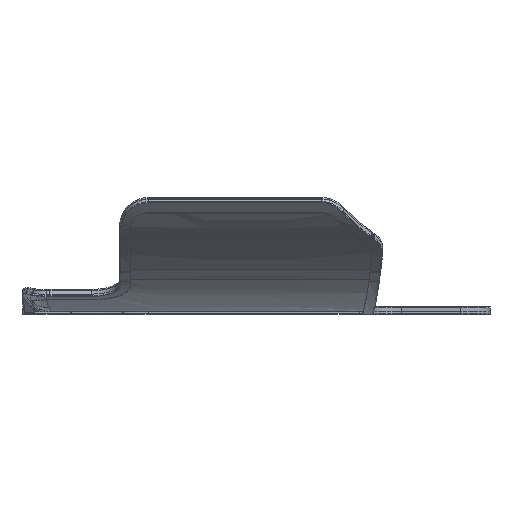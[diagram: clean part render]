
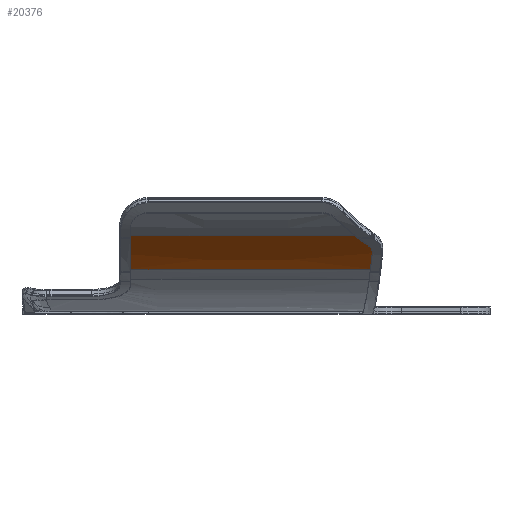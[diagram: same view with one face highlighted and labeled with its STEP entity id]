
A CAD part, left-side view. The second image highlights one B-rep face of the part: STEP entity #20376.
In plain terms, the highlighted free-form (B-spline) face has degree [3, 3] with [4, 4] control points.
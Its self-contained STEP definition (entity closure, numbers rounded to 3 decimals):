
#103 = CARTESIAN_POINT ( 'NONE',  ( 2128.029, -518.464, 928.528 ) ) ;
#169 = CARTESIAN_POINT ( 'NONE',  ( 2109.842, -505.287, 941.215 ) ) ;
#215 = CARTESIAN_POINT ( 'NONE',  ( 2134.949, -516.321, 923.587 ) ) ;
#434 = CARTESIAN_POINT ( 'NONE',  ( 2128.028, -235.702, 928.529 ) ) ;
#470 = EDGE_CURVE ( 'NONE', #17407, #7666, #13048, .T. ) ;
#616 = CARTESIAN_POINT ( 'NONE',  ( 2144.75, -515.633, 916.877 ) ) ;
#1217 = CARTESIAN_POINT ( 'NONE',  ( 2118.291, -512.435, 935.266 ) ) ;
#2073 = ORIENTED_EDGE ( 'NONE', *, *, #470, .F. ) ;
#2121 = CARTESIAN_POINT ( 'NONE',  ( 2128.028, -329.956, 928.529 ) ) ;
#2760 = CARTESIAN_POINT ( 'NONE',  ( 2109.842, -240.324, 941.215 ) ) ;
#2830 = VERTEX_POINT ( 'NONE', #2760 ) ;
#2950 = CARTESIAN_POINT ( 'NONE',  ( 2165.202, -514.19, 905.093 ) ) ;
#3928 = CARTESIAN_POINT ( 'NONE',  ( 2109.842, -519.653, 941.215 ) ) ;
#3932 = CARTESIAN_POINT ( 'NONE',  ( 2115.628, -510.745, 937.15 ) ) ;
#4379 = CARTESIAN_POINT ( 'NONE',  ( 2126.877, -515.821, 929.193 ) ) ;
#4530 = B_SPLINE_CURVE_WITH_KNOTS ( 'NONE', 3,
 ( #19005, #11722, #18568, #10466 ),
 .UNSPECIFIED., .F., .F.,
 ( 4, 4 ),
 ( 0., 1. ),
 .UNSPECIFIED. ) ;
#4610 = CARTESIAN_POINT ( 'NONE',  ( 2121.069, -513.866, 933.298 ) ) ;
#5404 = CARTESIAN_POINT ( 'NONE',  ( 2165.202, -516.086, 905.093 ) ) ;
#5830 = ORIENTED_EDGE ( 'NONE', *, *, #18551, .F. ) ;
#6074 = CARTESIAN_POINT ( 'NONE',  ( 2130.874, -516.389, 926.395 ) ) ;
#6367 = VERTEX_POINT ( 'NONE', #2950 ) ;
#6417 = CARTESIAN_POINT ( 'NONE',  ( 2134.949, -516.321, 923.587 ) ) ;
#6654 = CARTESIAN_POINT ( 'NONE',  ( 2110.686, -506.136, 940.626 ) ) ;
#6947 = CARTESIAN_POINT ( 'NONE',  ( 2165.202, -240.324, 905.093 ) ) ;
#7223 = EDGE_CURVE ( 'NONE', #6367, #17959, #4530, .T. ) ;
#7474 = ORIENTED_EDGE ( 'NONE', *, *, #16373, .F. ) ;
#7666 = VERTEX_POINT ( 'NONE', #215 ) ;
#7880 = CARTESIAN_POINT ( 'NONE',  ( 2122.028, -514.275, 932.619 ) ) ;
#8040 = CARTESIAN_POINT ( 'NONE',  ( 2109.842, -416.966, 941.215 ) ) ;
#8110 = CARTESIAN_POINT ( 'NONE',  ( 2124.916, -515.332, 930.576 ) ) ;
#8116 = ORIENTED_EDGE ( 'NONE', *, *, #7223, .F. ) ;
#8128 = B_SPLINE_CURVE_WITH_KNOTS ( 'NONE', 3,
 ( #9767, #11464, #9652, #16734 ),
 .UNSPECIFIED., .F., .F.,
 ( 4, 4 ),
 ( 0., 1. ),
 .UNSPECIFIED. ) ;
#9015 = CARTESIAN_POINT ( 'NONE',  ( 2145.747, -327.602, 915.132 ) ) ;
#9652 = CARTESIAN_POINT ( 'NONE',  ( 2128.036, -240.324, 928.523 ) ) ;
#9767 = CARTESIAN_POINT ( 'NONE',  ( 2165.202, -240.324, 905.093 ) ) ;
#10045 = ORIENTED_EDGE ( 'NONE', *, *, #11928, .F. ) ;
#10393 = FACE_OUTER_BOUND ( 'NONE', #14961, .T. ) ;
#10466 = CARTESIAN_POINT ( 'NONE',  ( 2165.202, -240.324, 905.093 ) ) ;
#10572 = ORIENTED_EDGE ( 'NONE', *, *, #19751, .F. ) ;
#10612 = CARTESIAN_POINT ( 'NONE',  ( 2145.747, -422.442, 915.132 ) ) ;
#10687 = CARTESIAN_POINT ( 'NONE',  ( 2154.709, -514.932, 910.508 ) ) ;
#10912 = CARTESIAN_POINT ( 'NONE',  ( 2165.202, -514.19, 905.093 ) ) ;
#11464 = CARTESIAN_POINT ( 'NONE',  ( 2145.647, -240.324, 915.184 ) ) ;
#11722 = CARTESIAN_POINT ( 'NONE',  ( 2165.202, -422.902, 905.093 ) ) ;
#11779 = CARTESIAN_POINT ( 'NONE',  ( 2109.842, -505.287, 941.215 ) ) ;
#11928 = EDGE_CURVE ( 'NONE', #17959, #2830, #8128, .T. ) ;
#12039 = B_SPLINE_CURVE_WITH_KNOTS ( 'NONE', 3,
 ( #15354, #20420, #8040, #11779 ),
 .UNSPECIFIED., .F., .F.,
 ( 4, 4 ),
 ( 0., 1. ),
 .UNSPECIFIED. ) ;
#12079 = CARTESIAN_POINT ( 'NONE',  ( 2165.202, -420.655, 905.093 ) ) ;
#12372 = CARTESIAN_POINT ( 'NONE',  ( 2134.949, -516.321, 923.587 ) ) ;
#12519 = CARTESIAN_POINT ( 'NONE',  ( 2109.842, -332.323, 941.215 ) ) ;
#12523 = CARTESIAN_POINT ( 'NONE',  ( 2112.373, -507.831, 939.443 ) ) ;
#13048 = B_SPLINE_CURVE_WITH_KNOTS ( 'NONE', 3,
 ( #12523, #19372, #3932, #1217, #14980, #4610, #7880, #8110, #4379, #6074, #21841, #6417 ),
 .UNSPECIFIED., .F., .F.,
 ( 4, 2, 2, 2, 2, 4 ),
 ( 0., 0.25, 0.375, 0.5, 0.75, 1. ),
 .UNSPECIFIED. ) ;
#13176 = B_SPLINE_CURVE_WITH_KNOTS ( 'NONE', 3,
 ( #12372, #616, #10687, #10912 ),
 .UNSPECIFIED., .F., .F.,
 ( 4, 4 ),
 ( 0., 1. ),
 .UNSPECIFIED. ) ;
#14196 = CARTESIAN_POINT ( 'NONE',  ( 2128.028, -424.21, 928.529 ) ) ;
#14294 = VERTEX_POINT ( 'NONE', #169 ) ;
#14961 = EDGE_LOOP ( 'NONE', ( #8116, #5830, #2073, #10572, #7474, #10045 ) ) ;
#14980 = CARTESIAN_POINT ( 'NONE',  ( 2119.202, -512.945, 934.621 ) ) ;
#15354 = CARTESIAN_POINT ( 'NONE',  ( 2109.842, -240.324, 941.215 ) ) ;
#15547 = CARTESIAN_POINT ( 'NONE',  ( 2109.842, -238.659, 941.215 ) ) ;
#15879 = CARTESIAN_POINT ( 'NONE',  ( 2165.202, -325.224, 905.093 ) ) ;
#16373 = EDGE_CURVE ( 'NONE', #2830, #14294, #12039, .T. ) ;
#16734 = CARTESIAN_POINT ( 'NONE',  ( 2109.842, -240.324, 941.215 ) ) ;
#17011 = CARTESIAN_POINT ( 'NONE',  ( 2111.53, -506.984, 940.035 ) ) ;
#17129 = CARTESIAN_POINT ( 'NONE',  ( 2145.748, -232.763, 915.132 ) ) ;
#17407 = VERTEX_POINT ( 'NONE', #20030 ) ;
#17456 = CARTESIAN_POINT ( 'NONE',  ( 2145.746, -517.281, 915.132 ) ) ;
#17565 = CARTESIAN_POINT ( 'NONE',  ( 2109.842, -425.988, 941.215 ) ) ;
#17959 = VERTEX_POINT ( 'NONE', #6947 ) ;
#18551 = EDGE_CURVE ( 'NONE', #7666, #6367, #13176, .T. ) ;
#18568 = CARTESIAN_POINT ( 'NONE',  ( 2165.202, -331.613, 905.093 ) ) ;
#19005 = CARTESIAN_POINT ( 'NONE',  ( 2165.202, -514.19, 905.093 ) ) ;
#19032 = CARTESIAN_POINT ( 'NONE',  ( 2109.842, -505.287, 941.215 ) ) ;
#19372 = CARTESIAN_POINT ( 'NONE',  ( 2113.946, -509.411, 938.338 ) ) ;
#19751 = EDGE_CURVE ( 'NONE', #14294, #17407, #19845, .T. ) ;
#19845 = B_SPLINE_CURVE_WITH_KNOTS ( 'NONE', 3,
 ( #19032, #6654, #17011, #22187 ),
 .UNSPECIFIED., .F., .F.,
 ( 4, 4 ),
 ( 0., 1. ),
 .UNSPECIFIED. ) ;
#19932 = B_SPLINE_SURFACE_WITH_KNOTS ( 'NONE', 3, 3, ( 
 ( #3928, #103, #17456, #5404 ),
 ( #17565, #14196, #10612, #12079 ),
 ( #12519, #2121, #9015, #15879 ),
 ( #15547, #434, #17129, #21054 ) ),
 .UNSPECIFIED., .F., .F., .F.,
 ( 4, 4 ),
 ( 4, 4 ),
 ( 0., 1. ),
 ( 0., 1. ),
 .UNSPECIFIED. ) ;
#20030 = CARTESIAN_POINT ( 'NONE',  ( 2112.373, -507.831, 939.443 ) ) ;
#20376 = ADVANCED_FACE ( 'NONE', ( #10393 ), #19932, .T. ) ;
#20420 = CARTESIAN_POINT ( 'NONE',  ( 2109.842, -328.645, 941.215 ) ) ;
#21054 = CARTESIAN_POINT ( 'NONE',  ( 2165.202, -229.792, 905.093 ) ) ;
#21841 = CARTESIAN_POINT ( 'NONE',  ( 2132.918, -516.463, 924.977 ) ) ;
#22187 = CARTESIAN_POINT ( 'NONE',  ( 2112.373, -507.831, 939.443 ) ) ;
